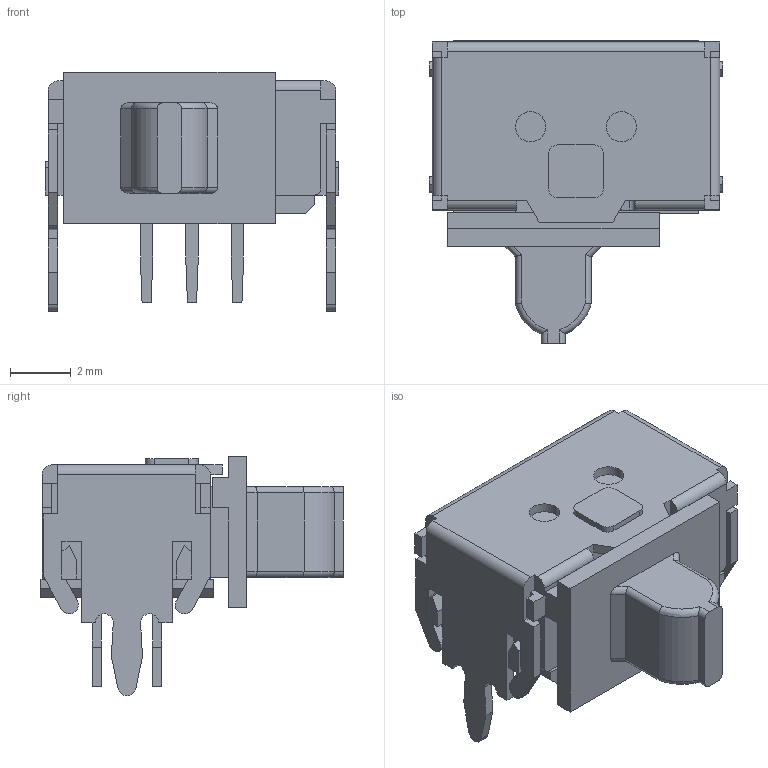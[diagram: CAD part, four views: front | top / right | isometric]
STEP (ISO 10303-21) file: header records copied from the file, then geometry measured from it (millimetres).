
FILE_DESCRIPTION(('FreeCAD Model'),'2;1');
FILE_NAME('SSAC120100 REVISE FÇÁ.step', '2020-03-07T14:06:30',('kicad StepUp'),('ksu MCAD'), 'Open CASCADE STEP processor 7.3','FreeCAD','Unknown');
FILE_SCHEMA(('AUTOMOTIVE_DESIGN { 1 0 10303 214 1 1 1 1 }'));
Length unit declared in the file: millimetre
Products named in the file (1): SSAC120100_REVISE_色追加
Bounding box: 9.7 x 10 x 7.9 mm (x, y, z)
Volume: 279.1 mm3; surface area: 430.7 mm2
Topology: 3 solids, 3 shells, 288 faces, 2262 edges, 6514 vertices
Faces by surface type: plane 233, cylinder 51, torus 4
Entity records: 26019 total; most frequent: CARTESIAN_POINT 9257, DIRECTION 3050, LINE 1956, VECTOR 1956, GEOMETRIC_CURVE_SET 1509, ORIENTED_EDGE 1508, TRIMMED_CURVE 1508, EDGE_CURVE 754
